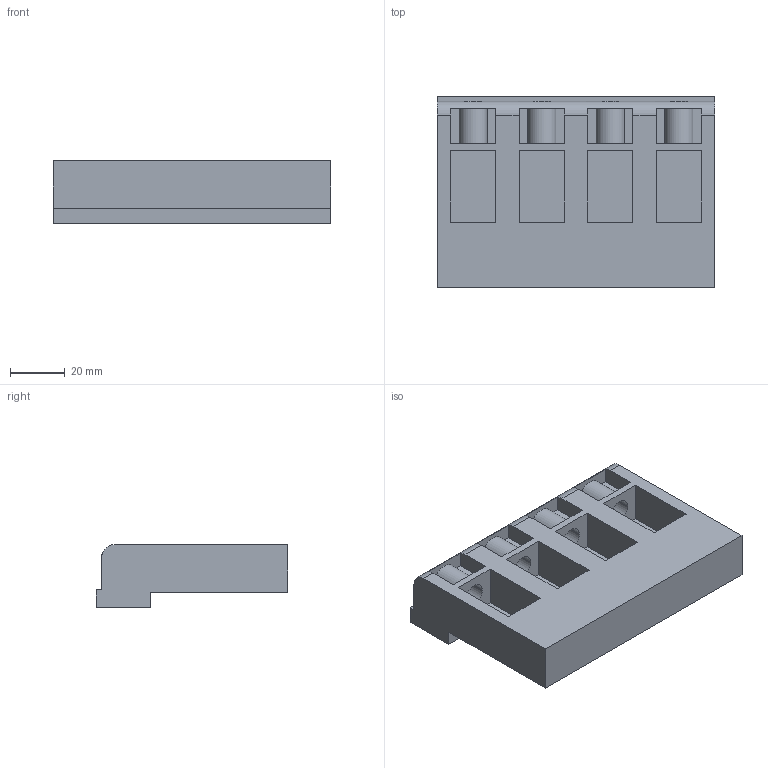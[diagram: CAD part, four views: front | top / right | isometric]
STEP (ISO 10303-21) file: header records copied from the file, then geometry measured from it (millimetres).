
FILE_DESCRIPTION(('CATIA V5 STEP Exchange'),'2;1');
FILE_NAME('1SDH001295R0115_1PA_001_00_XT1_4P_PLUG-IN_BASETTA_SUP.stp','2014-11-11T15:22:00+00:00',('none'),('none'),'CATIA Version 5 Release 20 SP 1 (IN-10)','CATIA V5 STEP AP214','none');
FILE_SCHEMA(('AUTOMOTIVE_DESIGN { 1 0 10303 214 1 1 1 1 }'));
Length unit declared in the file: millimetre
Products named in the file (1): 1SDH001295R0115_1PA_001_00_XT1_4P_PLUG-IN_BASETTA_SUP
Bounding box: 101.2 x 70 x 23 mm (x, y, z)
Volume: 80230.4 mm3; surface area: 33632.3 mm2
Topology: 1 solids, 1 shells, 109 faces, 315 edges, 210 vertices
Faces by surface type: plane 90, cylinder 19
Entity records: 3339 total; most frequent: CARTESIAN_POINT 630, ORIENTED_EDGE 630, DIRECTION 431, EDGE_CURVE 315, VECTOR 261, LINE 261, VERTEX_POINT 210, EDGE_LOOP 119
